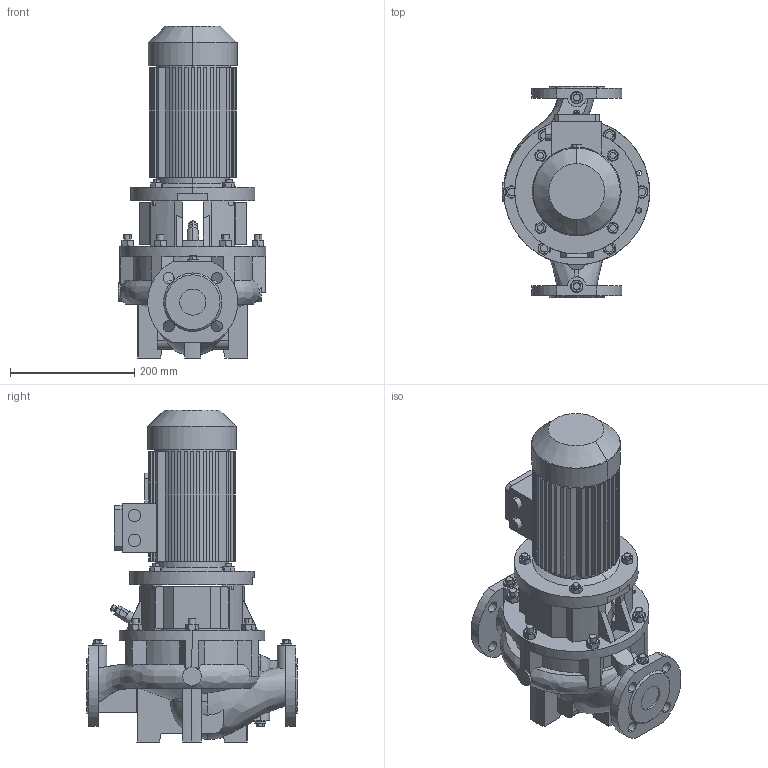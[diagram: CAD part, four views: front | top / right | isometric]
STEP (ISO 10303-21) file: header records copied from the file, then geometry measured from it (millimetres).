
FILE_DESCRIPTION (( 'STEP AP203' ), '1' );
FILE_NAME ('枅-313-000-313-003-01-08.step', '2025-02-11T17:03:50', ( 'adb' ), ( '' ), 'SwSTEP 2.0', 'SolidWorks 2016', '' );
FILE_SCHEMA (( 'CONFIG_CONTROL_DESIGN' ));
Length unit declared in the file: millimetre
Products named in the file (1): 枅-313-000-313-003-01-08
Bounding box: 237.5 x 340 x 535 mm (x, y, z)
Volume: 9106592.8 mm3; surface area: 942117.3 mm2
Topology: 8 solids, 20 shells, 946 faces, 2477 edges, 1623 vertices
Faces by surface type: plane 501, cylinder 327, cone 100, bspline 13, sphere 5
Entity records: 34714 total; most frequent: CARTESIAN_POINT 11158, ORIENTED_EDGE 4950, DIRECTION 4850, EDGE_CURVE 2475, AXIS2_PLACEMENT_3D 1788, VERTEX_POINT 1623, LINE 1274, VECTOR 1274
